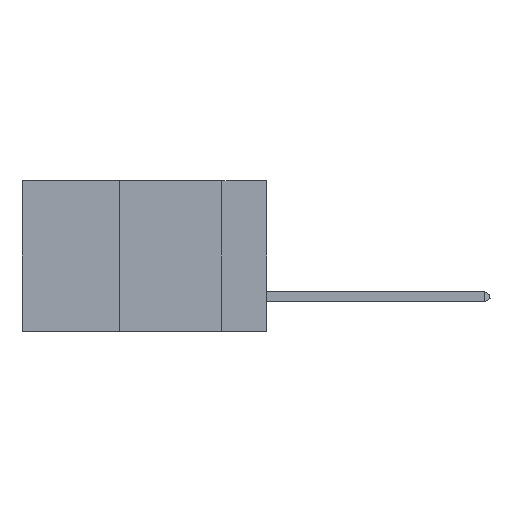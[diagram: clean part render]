
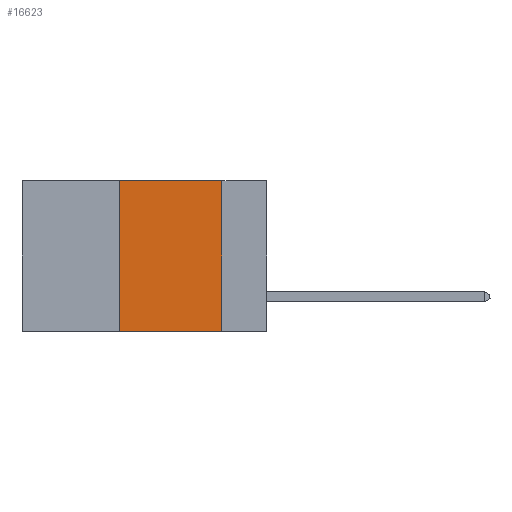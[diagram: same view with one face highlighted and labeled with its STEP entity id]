
A CAD part, left-side view. The second image highlights one B-rep face of the part: STEP entity #16623.
In plain terms, the highlighted planar face has unit normal (-1, 0, 0).
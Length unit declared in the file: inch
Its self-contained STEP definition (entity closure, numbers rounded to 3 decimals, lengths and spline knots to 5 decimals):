
#237 = VERTEX_POINT ( 'NONE', #12394 ) ;
#399 = LINE ( 'NONE', #14111, #13957 ) ;
#424 = ORIENTED_EDGE ( 'NONE', *, *, #20221, .F. ) ;
#966 = AXIS2_PLACEMENT_3D ( 'NONE', #2720, #14555, #4464 ) ;
#1649 = VERTEX_POINT ( 'NONE', #7112 ) ;
#2316 = EDGE_CURVE ( 'NONE', #1649, #4012, #399, .T. ) ;
#2720 = CARTESIAN_POINT ( 'NONE',  ( 0., 0.6, 0. ) ) ;
#3062 = DIRECTION ( 'NONE',  ( 0., -1., 0. ) ) ;
#4012 = VERTEX_POINT ( 'NONE', #20296 ) ;
#4464 = DIRECTION ( 'NONE',  ( 0., 0., -1. ) ) ;
#5732 = DIRECTION ( 'NONE',  ( 0., 0., -1. ) ) ;
#5882 = FACE_OUTER_BOUND ( 'NONE', #11431, .T. ) ;
#6165 = VECTOR ( 'NONE', #3062, 39.37008 ) ;
#6778 = DIRECTION ( 'NONE',  ( 0., 0., 1. ) ) ;
#7112 = CARTESIAN_POINT ( 'NONE',  ( 0., 0.11, 0. ) ) ;
#8363 = VERTEX_POINT ( 'NONE', #13449 ) ;
#8446 = LINE ( 'NONE', #16843, #8993 ) ;
#8993 = VECTOR ( 'NONE', #6778, 39.37008 ) ;
#11431 = EDGE_LOOP ( 'NONE', ( #18027, #424, #16245, #16271 ) ) ;
#11591 = DIRECTION ( 'NONE',  ( 0., -1., 0. ) ) ;
#12394 = CARTESIAN_POINT ( 'NONE',  ( 0., 0.36, -0.37 ) ) ;
#13208 = CARTESIAN_POINT ( 'NONE',  ( 0., 0.6, -0.37 ) ) ;
#13449 = CARTESIAN_POINT ( 'NONE',  ( 0., 0.36, 0. ) ) ;
#13957 = VECTOR ( 'NONE', #5732, 39.37008 ) ;
#14111 = CARTESIAN_POINT ( 'NONE',  ( 0., 0.11, 0. ) ) ;
#14555 = DIRECTION ( 'NONE',  ( 1., 0., 0. ) ) ;
#15350 = VECTOR ( 'NONE', #11591, 39.37008 ) ;
#15879 = LINE ( 'NONE', #16585, #15350 ) ;
#16245 = ORIENTED_EDGE ( 'NONE', *, *, #21835, .F. ) ;
#16271 = ORIENTED_EDGE ( 'NONE', *, *, #19660, .T. ) ;
#16585 = CARTESIAN_POINT ( 'NONE',  ( 0., 0.6, 0. ) ) ;
#16623 = ADVANCED_FACE ( 'NONE', ( #5882 ), #19514, .F. ) ;
#16843 = CARTESIAN_POINT ( 'NONE',  ( 0., 0.36, 0. ) ) ;
#18027 = ORIENTED_EDGE ( 'NONE', *, *, #2316, .F. ) ;
#19514 = PLANE ( 'NONE',  #966 ) ;
#19532 = LINE ( 'NONE', #13208, #6165 ) ;
#19660 = EDGE_CURVE ( 'NONE', #237, #4012, #19532, .T. ) ;
#20221 = EDGE_CURVE ( 'NONE', #8363, #1649, #15879, .T. ) ;
#20296 = CARTESIAN_POINT ( 'NONE',  ( 0., 0.11, -0.37 ) ) ;
#21835 = EDGE_CURVE ( 'NONE', #237, #8363, #8446, .T. ) ;
